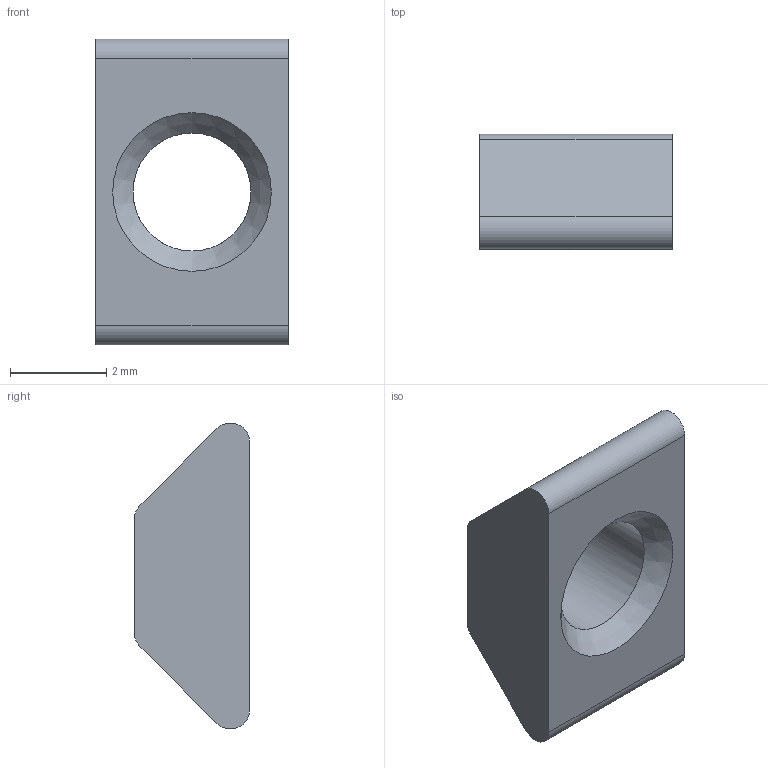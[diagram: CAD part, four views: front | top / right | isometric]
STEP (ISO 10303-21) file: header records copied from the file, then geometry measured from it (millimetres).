
FILE_DESCRIPTION(/* description */ ('STEP AP214'),/* implementation_level */ '2;1');
FILE_NAME(/* name */ '558045_ABAN-3-1_M3-4-M-P1',/* time_stamp */ '2024-07-24T13:13:20+02:00',/* author */ ('License CC BY-ND 4.0'),/* organization */ ('CADENAS'),/* preprocessor_version */ 'ST-DEVELOPER v19.3',/* originating_system */ 'PARTsolutions',/* authorisation */ ' ');
FILE_SCHEMA (('AUTOMOTIVE_DESIGN {1 0 10303 214 3 1 1}'));
Length unit declared in the file: millimetre
Products named in the file (1): 558045 ABAN-3-1 M3-4-M-P1
Bounding box: 4 x 2.4 x 6.37 mm (x, y, z)
Volume: 35.2 mm3; surface area: 90.9 mm2
Topology: 1 solids, 1 shells, 13 faces, 35 edges, 23 vertices
Faces by surface type: plane 7, cylinder 5, cone 1
Full cylindrical faces by diameter (mm): 2.459 x1
Entity records: 430 total; most frequent: CARTESIAN_POINT 74, DIRECTION 70, ORIENTED_EDGE 64, EDGE_CURVE 32, AXIS2_PLACEMENT_3D 26, VERTEX_POINT 22, LINE 18, VECTOR 18
